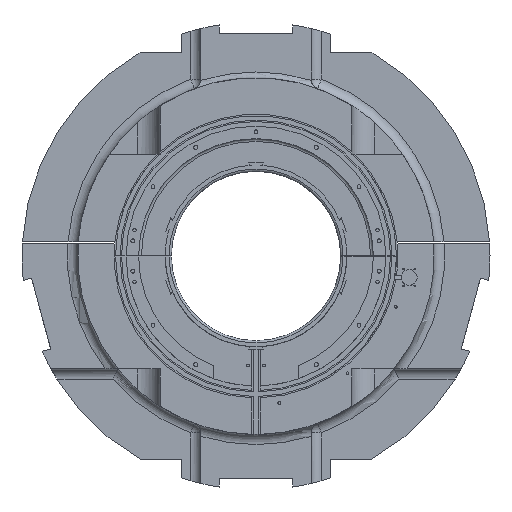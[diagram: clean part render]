
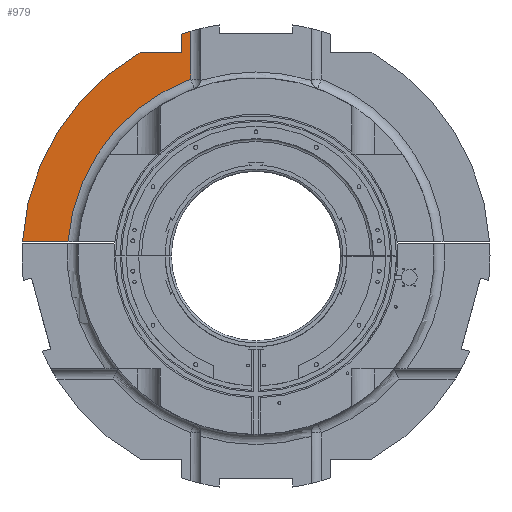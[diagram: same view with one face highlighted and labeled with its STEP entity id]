
A CAD part, front view. The second image highlights one B-rep face of the part: STEP entity #979.
In plain terms, the highlighted planar face has unit normal (0, -1, 0).
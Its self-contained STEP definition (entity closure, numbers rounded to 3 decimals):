
#979=ADVANCED_FACE('',(#1936),#1617,.F.);
#1617=PLANE('',#12029);
#1936=FACE_OUTER_BOUND('',#2508,.T.);
#2508=EDGE_LOOP('',(#4376,#4377,#4378,#4379,#4380,#4381,#4382));
#3378=CIRCLE('',#11993,414.5);
#3396=CIRCLE('',#12027,334.);
#3397=CIRCLE('',#12028,414.5);
#4376=ORIENTED_EDGE('',*,*,#8684,.F.);
#4377=ORIENTED_EDGE('',*,*,#8685,.T.);
#4378=ORIENTED_EDGE('',*,*,#8686,.T.);
#4379=ORIENTED_EDGE('',*,*,#8687,.T.);
#4380=ORIENTED_EDGE('',*,*,#8688,.T.);
#4381=ORIENTED_EDGE('',*,*,#8689,.T.);
#4382=ORIENTED_EDGE('',*,*,#8643,.T.);
#7490=VERTEX_POINT('',#17408);
#7492=VERTEX_POINT('',#17411);
#7517=VERTEX_POINT('',#17493);
#7518=VERTEX_POINT('',#17495);
#7519=VERTEX_POINT('',#17497);
#7520=VERTEX_POINT('',#17499);
#7521=VERTEX_POINT('',#17501);
#8643=EDGE_CURVE('',#7492,#7490,#3378,.T.);
#8684=EDGE_CURVE('',#7517,#7490,#10214,.T.);
#8685=EDGE_CURVE('',#7517,#7518,#3396,.T.);
#8686=EDGE_CURVE('',#7518,#7519,#10215,.T.);
#8687=EDGE_CURVE('',#7519,#7520,#3397,.T.);
#8688=EDGE_CURVE('',#7520,#7521,#10216,.T.);
#8689=EDGE_CURVE('',#7521,#7492,#10217,.T.);
#10214=LINE('',#17492,#11102);
#10215=LINE('',#17496,#11103);
#10216=LINE('',#17500,#11104);
#10217=LINE('',#17502,#11105);
#11102=VECTOR('',#13746,1.);
#11103=VECTOR('',#13749,1.);
#11104=VECTOR('',#13752,1.);
#11105=VECTOR('',#13753,1.);
#11993=AXIS2_PLACEMENT_3D('',#17410,#13655,#13656);
#12027=AXIS2_PLACEMENT_3D('',#17494,#13747,#13748);
#12028=AXIS2_PLACEMENT_3D('',#17498,#13750,#13751);
#12029=AXIS2_PLACEMENT_3D('',#17503,#13754,#13755);
#13655=DIRECTION('',(0.,-1.,0.));
#13656=DIRECTION('',(0.,0.,1.));
#13746=DIRECTION('',(-1.,0.,0.));
#13747=DIRECTION('',(0.,1.,0.));
#13748=DIRECTION('',(0.,0.,1.));
#13749=DIRECTION('',(0.,0.,1.));
#13750=DIRECTION('',(0.,-1.,0.));
#13751=DIRECTION('',(0.,0.,1.));
#13752=DIRECTION('',(0.,0.,-1.));
#13753=DIRECTION('',(-1.,0.,0.));
#13754=DIRECTION('',(0.,1.,0.));
#13755=DIRECTION('',(0.,0.,1.));
#17408=CARTESIAN_POINT('',(-413.745,-32.5,25.));
#17410=CARTESIAN_POINT('',(0.,-32.5,0.));
#17411=CARTESIAN_POINT('',(-205.451,-32.5,360.));
#17492=CARTESIAN_POINT('',(0.,-32.5,25.));
#17493=CARTESIAN_POINT('',(-333.063,-32.5,25.));
#17494=CARTESIAN_POINT('',(0.,-32.5,0.));
#17495=CARTESIAN_POINT('',(-115.5,-32.5,313.394));
#17496=CARTESIAN_POINT('',(-115.5,-32.5,0.));
#17497=CARTESIAN_POINT('',(-115.5,-32.5,398.083));
#17498=CARTESIAN_POINT('',(0.,-32.5,0.));
#17499=CARTESIAN_POINT('',(-132.5,-32.5,392.752));
#17500=CARTESIAN_POINT('',(-132.5,-32.5,0.));
#17501=CARTESIAN_POINT('',(-132.5,-32.5,360.));
#17502=CARTESIAN_POINT('',(0.,-32.5,360.));
#17503=CARTESIAN_POINT('',(0.,-32.5,0.));
